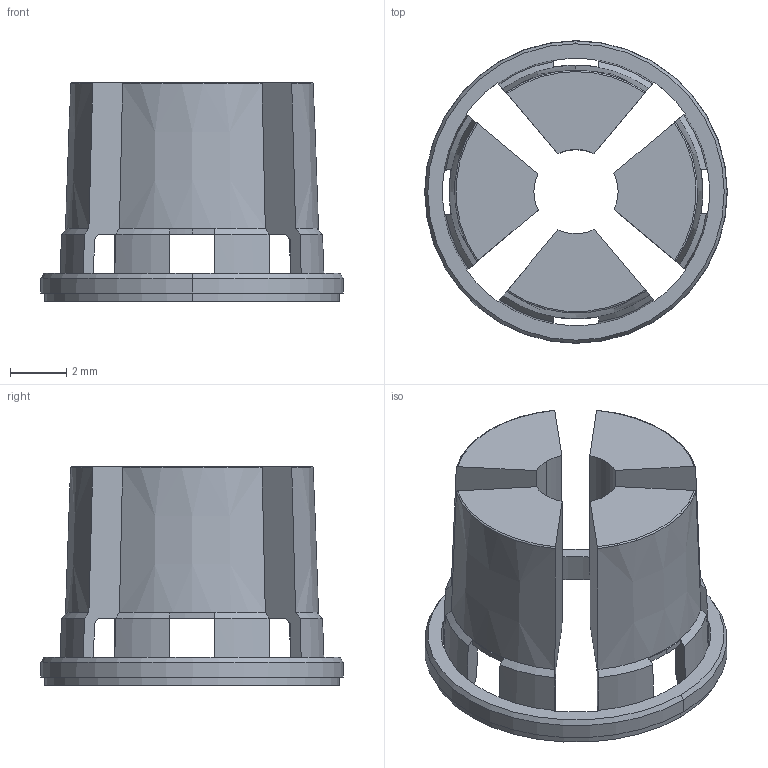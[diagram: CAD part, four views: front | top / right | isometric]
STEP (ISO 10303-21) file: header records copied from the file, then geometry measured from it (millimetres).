
FILE_DESCRIPTION(/* description */ (''),/* implementation_level */ '2;1');
FILE_NAME(/* name */ 'amt103-v_23.ipt.stp',/* time_stamp */ '2016-01-07T16:42:47-08:00',/* author */ ('Autodesk Inc.'),/* organization */ ('Autodesk Inc.'),/* preprocessor_version */ 'ST-DEVELOPER v16.1',/* originating_system */ 'Autodesk Inventor 2016',/* authorisation */ '');
FILE_SCHEMA (('AUTOMOTIVE_DESIGN { 1 0 10303 214 3 1 1 }'));
Length unit declared in the file: millimetre
Products named in the file (1): amt103-v_23
Bounding box: 10.79 x 10.79 x 7.8 mm (x, y, z)
Volume: 248 mm3; surface area: 511.7 mm2
Topology: 1 solids, 1 shells, 104 faces, 323 edges, 214 vertices
Faces by surface type: cone 51, plane 27, cylinder 21, torus 5
Entity records: 4081 total; most frequent: CARTESIAN_POINT 1146, ORIENTED_EDGE 646, DIRECTION 548, EDGE_CURVE 323, AXIS2_PLACEMENT_3D 224, VERTEX_POINT 214, CIRCLE 119, EDGE_LOOP 107
